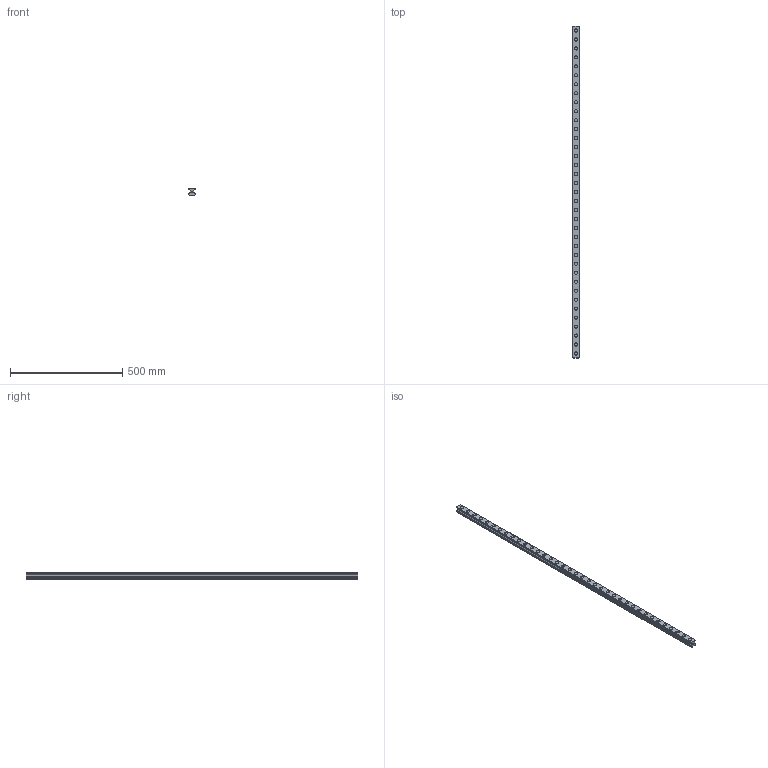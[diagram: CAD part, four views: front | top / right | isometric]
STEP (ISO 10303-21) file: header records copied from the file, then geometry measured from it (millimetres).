
FILE_DESCRIPTION(('STEP AP214'),'1');
FILE_NAME('cctmp_7CD739F5-173C-4E4E-B66D-27BBA424232F_2021_03_11_14_28_42_0858..stp','2021-03-11T13:28:43',('HIWIN GmbH'),('CADClick - www.CADClick.com'),'Spatial InterOp 3D',' ','unknown authorization');
FILE_SCHEMA(('AUTOMOTIVE_DESIGN'));
Length unit declared in the file: millimetre
Products named in the file (1): RGR30R1480H_FILE
Bounding box: 28 x 1480 x 28 mm (x, y, z)
Volume: 849318.6 mm3; surface area: 220159.7 mm2
Topology: 1 solids, 1 shells, 448 faces, 993 edges, 662 vertices
Faces by surface type: cylinder 240, plane 208
Entity records: 16185 total; most frequent: DIRECTION 2371, CARTESIAN_POINT 2104, ORIENTED_EDGE 1986, EDGE_CURVE 993, AXIS2_PLACEMENT_3D 929, VERTEX_POINT 662, EDGE_LOOP 563, LINE 513
